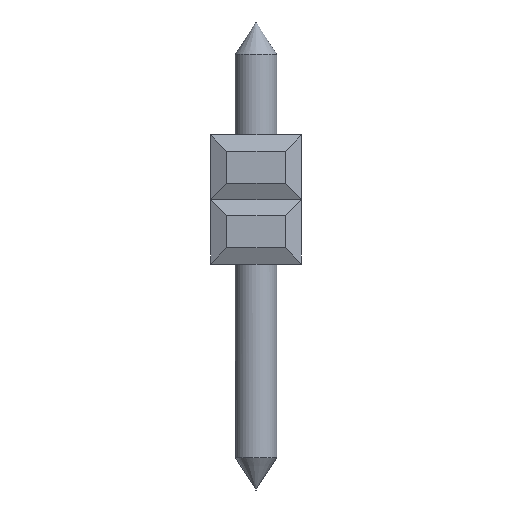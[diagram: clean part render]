
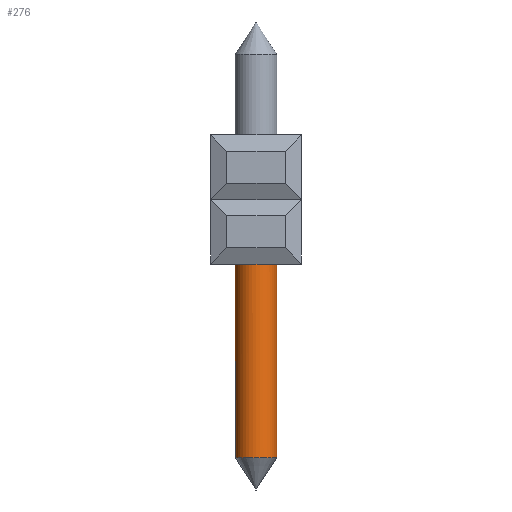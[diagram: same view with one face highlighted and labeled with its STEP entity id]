
A CAD part, left-side view. The second image highlights one B-rep face of the part: STEP entity #276.
In plain terms, the highlighted cylindrical face has radius 0.65 mm (diameter 1.3 mm), a full revolution.
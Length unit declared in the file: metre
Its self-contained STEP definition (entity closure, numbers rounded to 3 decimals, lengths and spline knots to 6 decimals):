
#276=ADVANCED_FACE('',(#769,#770),#771,.T.);
#769=FACE_OUTER_BOUND('',#1520,.T.);
#770=FACE_OUTER_BOUND('',#1521,.T.);
#771=CYLINDRICAL_SURFACE('',#1522,0.00065);
#1520=EDGE_LOOP('',(#2300));
#1521=EDGE_LOOP('',(#2301));
#1522=AXIS2_PLACEMENT_3D('',#2302,#2303,#2304);
#2300=ORIENTED_EDGE('',*,*,#4196,.F.);
#2301=ORIENTED_EDGE('',*,*,#4197,.F.);
#2302=CARTESIAN_POINT('',(-0.00435,-0.03326,0.0005));
#2303=DIRECTION('',(0.0,0.,-1.0));
#2304=DIRECTION('',(-1.0,0.0,0.0));
#4196=EDGE_CURVE('',#4964,#4964,#4965,.T.);
#4197=EDGE_CURVE('',#4966,#4966,#4967,.T.);
#4964=VERTEX_POINT('',#6022);
#4965=CIRCLE('',#6023,0.00065);
#4966=VERTEX_POINT('',#6024);
#4967=CIRCLE('',#6025,0.00065);
#6022=CARTESIAN_POINT('',(-0.00396,-0.03274,-0.01));
#6023=AXIS2_PLACEMENT_3D('',#7517,#7518,#7519);
#6024=CARTESIAN_POINT('',(-0.00435,-0.03391,-0.0038));
#6025=AXIS2_PLACEMENT_3D('',#7520,#7521,#7522);
#7517=CARTESIAN_POINT('',(-0.00435,-0.03326,-0.01));
#7518=DIRECTION('',(0.,0.,-1.0));
#7519=DIRECTION('',(0.6,0.8,0.));
#7520=CARTESIAN_POINT('',(-0.00435,-0.03326,-0.0038));
#7521=DIRECTION('',(0.0,0.,1.0));
#7522=DIRECTION('',(0.0,-1.0,0.));
